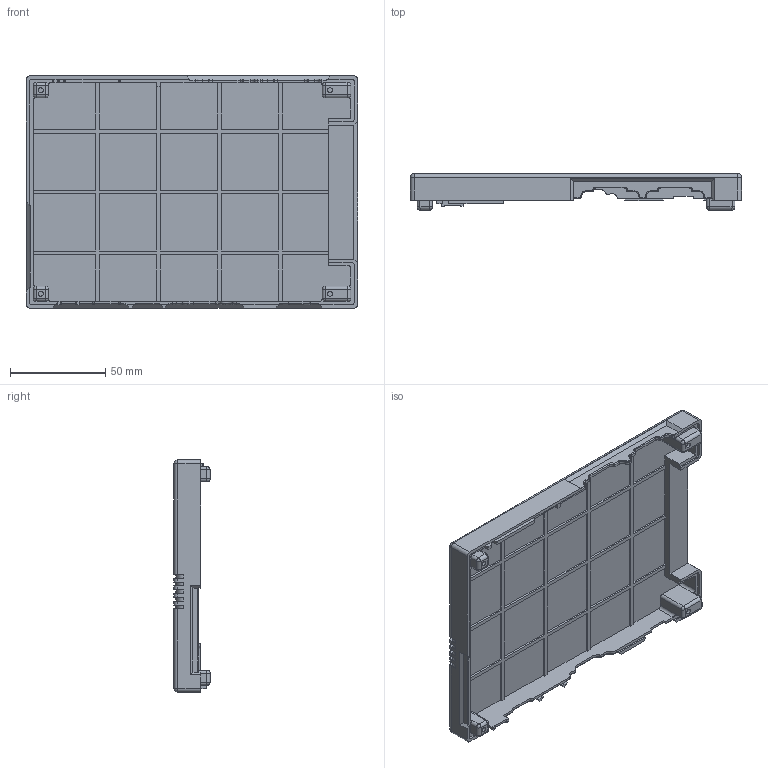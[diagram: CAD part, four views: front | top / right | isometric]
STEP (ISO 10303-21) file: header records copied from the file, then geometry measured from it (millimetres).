
FILE_DESCRIPTION(/* description */ (''),/* implementation_level */ '2;1');
FILE_NAME(/* name */ 'aqp_top.step',/* time_stamp */ '2023-09-25T21:42:41-07:00',/* author */ (''),/* organization */ (''),/* preprocessor_version */ 'ST-DEVELOPER v19.2',/* originating_system */ 'Autodesk Translation Framework v12.6.0.85',/* authorisation */ '');
FILE_SCHEMA (('AUTOMOTIVE_DESIGN { 1 0 10303 214 3 1 1 }'));
Length unit declared in the file: millimetre
Products named in the file (1): aqp-case
Bounding box: 174 x 19 x 122 mm (x, y, z)
Volume: 68049.4 mm3; surface area: 60280 mm2
Topology: 1 solids, 1 shells, 575 faces, 1521 edges, 966 vertices
Faces by surface type: plane 342, cylinder 144, bspline 49, torus 24, sphere 16
Full cylindrical faces by diameter (mm): 2.6 x4
Entity records: 17991 total; most frequent: CARTESIAN_POINT 3687, ORIENTED_EDGE 3034, DIRECTION 2884, EDGE_CURVE 1517, LINE 1106, VECTOR 1106, VERTEX_POINT 966, AXIS2_PLACEMENT_3D 889
